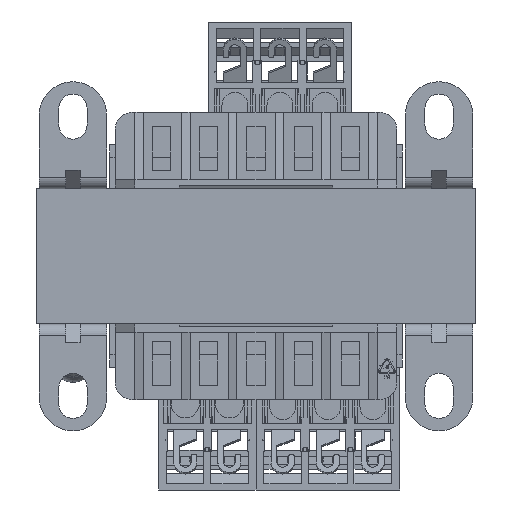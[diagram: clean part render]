
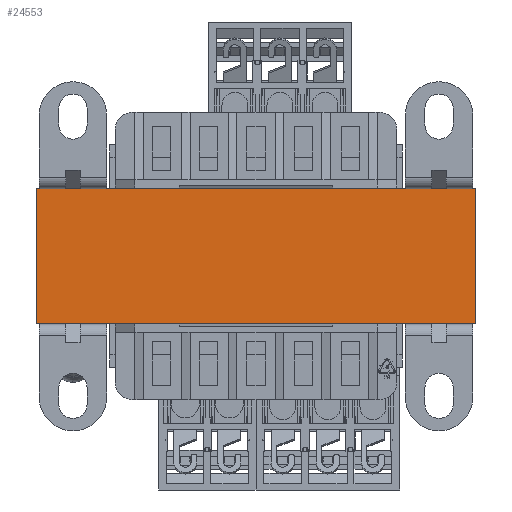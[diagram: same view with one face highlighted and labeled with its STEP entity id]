
A CAD part, front view. The second image highlights one B-rep face of the part: STEP entity #24553.
In plain terms, the highlighted planar face has unit normal (0, 1, 0).
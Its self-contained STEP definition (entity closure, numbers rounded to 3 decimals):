
#24389=DIRECTION('',(1.,0.,0.));
#24390=VECTOR('',#24389,78.);
#24391=CARTESIAN_POINT('',(-39.,-32.5,-12.05));
#24392=LINE('',#24391,#24390);
#24393=DIRECTION('',(0.,0.,1.));
#24394=VECTOR('',#24393,24.);
#24395=CARTESIAN_POINT('',(39.,-32.5,-12.05));
#24396=LINE('',#24395,#24394);
#24397=DIRECTION('',(-1.,0.,0.));
#24398=VECTOR('',#24397,78.);
#24399=CARTESIAN_POINT('',(39.,-32.5,11.95));
#24400=LINE('',#24399,#24398);
#24401=DIRECTION('',(0.,0.,-1.));
#24402=VECTOR('',#24401,24.);
#24403=CARTESIAN_POINT('',(-39.,-32.5,11.95));
#24404=LINE('',#24403,#24402);
#24466=CARTESIAN_POINT('',(-39.,-32.5,-12.05));
#24468=VERTEX_POINT('',#24466);
#24471=CARTESIAN_POINT('',(39.,-32.5,-12.05));
#24472=VERTEX_POINT('',#24471);
#24485=CARTESIAN_POINT('',(-39.,-32.5,11.95));
#24487=VERTEX_POINT('',#24485);
#24491=CARTESIAN_POINT('',(39.,-32.5,11.95));
#24492=VERTEX_POINT('',#24491);
#24540=CARTESIAN_POINT('',(0.,-32.5,-0.05));
#24541=DIRECTION('',(0.,1.,0.));
#24542=DIRECTION('',(1.,0.,0.));
#24543=AXIS2_PLACEMENT_3D('',#24540,#24541,#24542);
#24544=PLANE('',#24543);
#24545=ORIENTED_EDGE('',*,*,#24508,.T.);
#24547=ORIENTED_EDGE('',*,*,#24546,.T.);
#24549=ORIENTED_EDGE('',*,*,#24548,.T.);
#24550=ORIENTED_EDGE('',*,*,#24531,.T.);
#24551=EDGE_LOOP('',(#24545,#24547,#24549,#24550));
#24552=FACE_OUTER_BOUND('',#24551,.F.);
#24553=ADVANCED_FACE('',(#24552),#24544,.T.);
#24508=EDGE_CURVE('',#24468,#24472,#24392,.T.);
#24531=EDGE_CURVE('',#24487,#24468,#24404,.T.);
#24546=EDGE_CURVE('',#24472,#24492,#24396,.T.);
#24548=EDGE_CURVE('',#24492,#24487,#24400,.T.);
